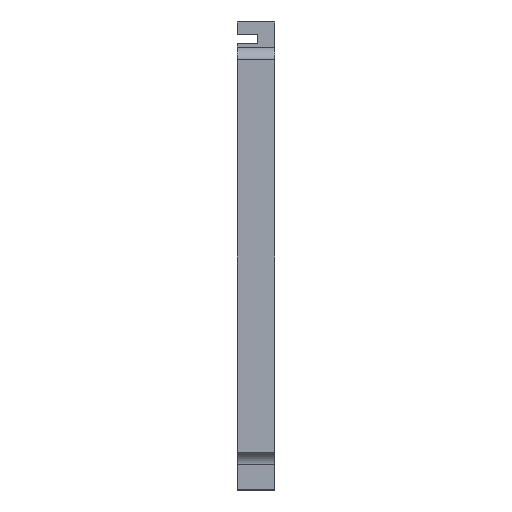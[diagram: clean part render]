
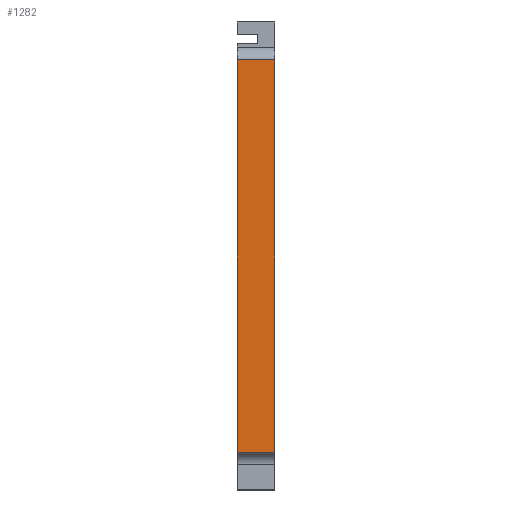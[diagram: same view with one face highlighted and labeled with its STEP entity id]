
A CAD part, left-side view. The second image highlights one B-rep face of the part: STEP entity #1282.
In plain terms, the highlighted planar face has unit normal (-1, 0, 0).
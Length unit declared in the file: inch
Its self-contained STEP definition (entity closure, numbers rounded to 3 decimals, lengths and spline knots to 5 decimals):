
#35 = VERTEX_POINT ( 'NONE', #457 ) ;
#74 = LINE ( 'NONE', #1694, #464 ) ;
#212 = CARTESIAN_POINT ( 'NONE',  ( -13.5625, -8.23921, -3.929 ) ) ;
#242 = ORIENTED_EDGE ( 'NONE', *, *, #1586, .T. ) ;
#376 = VERTEX_POINT ( 'NONE', #1013 ) ;
#402 = VECTOR ( 'NONE', #689, 39.37008 ) ;
#423 = VERTEX_POINT ( 'NONE', #1485 ) ;
#457 = CARTESIAN_POINT ( 'NONE',  ( -13.5625, -0.375, -3.929 ) ) ;
#464 = VECTOR ( 'NONE', #975, 39.37008 ) ;
#578 = DIRECTION ( 'NONE',  ( 0., 0., 1. ) ) ;
#637 = EDGE_CURVE ( 'NONE', #423, #376, #74, .T. ) ;
#689 = DIRECTION ( 'NONE',  ( 0., 1., 0. ) ) ;
#809 = AXIS2_PLACEMENT_3D ( 'NONE', #1918, #1144, #578 ) ;
#834 = EDGE_CURVE ( 'NONE', #1744, #376, #1452, .T. ) ;
#975 = DIRECTION ( 'NONE',  ( 0., 1., 0. ) ) ;
#1002 = PLANE ( 'NONE',  #809 ) ;
#1013 = CARTESIAN_POINT ( 'NONE',  ( -13.5625, 0.375, 3.929 ) ) ;
#1029 = VECTOR ( 'NONE', #1704, 39.37008 ) ;
#1143 = CARTESIAN_POINT ( 'NONE',  ( -13.5625, 0.375, -3.929 ) ) ;
#1144 = DIRECTION ( 'NONE',  ( -1., 0., 0. ) ) ;
#1154 = ORIENTED_EDGE ( 'NONE', *, *, #1190, .F. ) ;
#1190 = EDGE_CURVE ( 'NONE', #35, #1744, #1716, .T. ) ;
#1264 = LINE ( 'NONE', #1724, #1029 ) ;
#1282 = ADVANCED_FACE ( 'NONE', ( #1735 ), #1002, .T. ) ;
#1310 = EDGE_LOOP ( 'NONE', ( #1154, #242, #1369, #1787 ) ) ;
#1369 = ORIENTED_EDGE ( 'NONE', *, *, #637, .T. ) ;
#1452 = LINE ( 'NONE', #1718, #1683 ) ;
#1485 = CARTESIAN_POINT ( 'NONE',  ( -13.5625, -0.375, 3.929 ) ) ;
#1586 = EDGE_CURVE ( 'NONE', #35, #423, #1264, .T. ) ;
#1591 = DIRECTION ( 'NONE',  ( 0., 0., 1. ) ) ;
#1683 = VECTOR ( 'NONE', #1591, 39.37008 ) ;
#1694 = CARTESIAN_POINT ( 'NONE',  ( -13.5625, -8.23921, 3.929 ) ) ;
#1704 = DIRECTION ( 'NONE',  ( 0., 0., 1. ) ) ;
#1716 = LINE ( 'NONE', #212, #402 ) ;
#1718 = CARTESIAN_POINT ( 'NONE',  ( -13.5625, 0.375, -3.929 ) ) ;
#1724 = CARTESIAN_POINT ( 'NONE',  ( -13.5625, -0.375, -3.929 ) ) ;
#1735 = FACE_OUTER_BOUND ( 'NONE', #1310, .T. ) ;
#1744 = VERTEX_POINT ( 'NONE', #1143 ) ;
#1787 = ORIENTED_EDGE ( 'NONE', *, *, #834, .F. ) ;
#1918 = CARTESIAN_POINT ( 'NONE',  ( -13.5625, -8.23921, -3.929 ) ) ;
